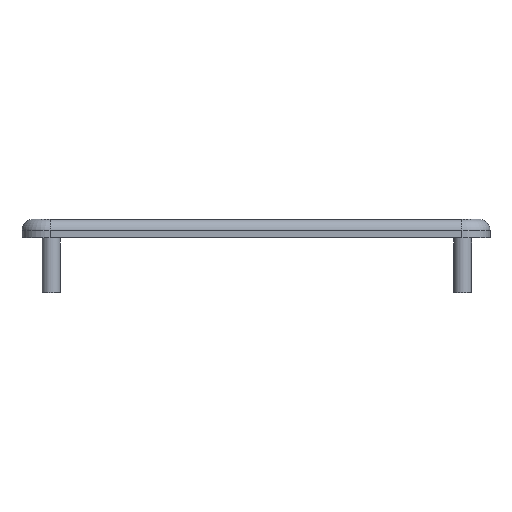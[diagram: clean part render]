
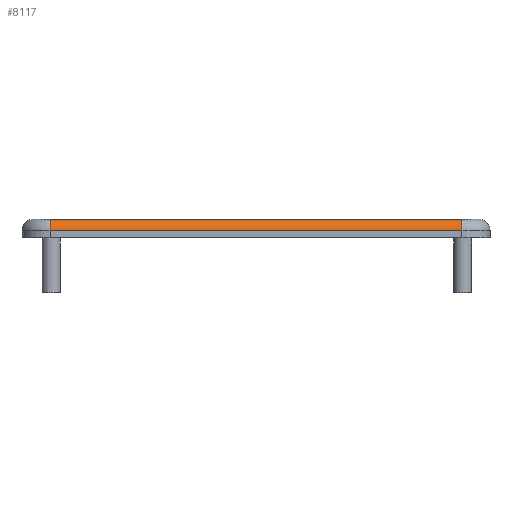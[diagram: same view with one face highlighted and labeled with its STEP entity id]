
A CAD part, left-side view. The second image highlights one B-rep face of the part: STEP entity #8117.
In plain terms, the highlighted cylindrical face has radius 2 mm (diameter 4 mm), a partial arc.
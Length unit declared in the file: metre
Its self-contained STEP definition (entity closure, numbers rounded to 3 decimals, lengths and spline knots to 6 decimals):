
#338=CYLINDRICAL_SURFACE('',#8964,0.002);
#991=CIRCLE('',#8963,0.002);
#992=CIRCLE('',#8965,0.002);
#3418=ORIENTED_EDGE('',*,*,#4663,.T.);
#3419=ORIENTED_EDGE('',*,*,#3886,.F.);
#3420=ORIENTED_EDGE('',*,*,#4664,.F.);
#3421=ORIENTED_EDGE('',*,*,#3452,.F.);
#3452=EDGE_CURVE('',#4676,#4677,#5489,.T.);
#3886=EDGE_CURVE('',#5107,#5108,#5610,.F.);
#4663=EDGE_CURVE('',#4676,#5108,#991,.T.);
#4664=EDGE_CURVE('',#4677,#5107,#992,.T.);
#4676=VERTEX_POINT('',#11241);
#4677=VERTEX_POINT('',#11243);
#5107=VERTEX_POINT('',#12244);
#5108=VERTEX_POINT('',#12246);
#5489=LINE('',#11242,#6057);
#5610=LINE('',#12245,#6178);
#6057=VECTOR('',#8990,1.);
#6178=VECTOR('',#9611,1.);
#7095=EDGE_LOOP('',(#3418,#3419,#3420,#3421));
#7575=FACE_BOUND('',#7095,.T.);
#8117=ADVANCED_FACE('',(#7575),#338,.T.);
#8963=AXIS2_PLACEMENT_3D('',#14614,#11199,#11200);
#8964=AXIS2_PLACEMENT_3D('',#14615,#11201,#11202);
#8965=AXIS2_PLACEMENT_3D('',#14616,#11203,#11204);
#8990=DIRECTION('',(0.,-1.,0.));
#9611=DIRECTION('',(0.,-1.,0.));
#11199=DIRECTION('',(0.,-1.,0.));
#11200=DIRECTION('',(0.,0.,-1.));
#11201=DIRECTION('',(0.,-1.,0.));
#11202=DIRECTION('',(0.,0.,-1.));
#11203=DIRECTION('',(0.,-1.,0.));
#11204=DIRECTION('',(0.,0.,-1.));
#11241=CARTESIAN_POINT('',(-0.049735,0.036455,0.));
#11242=CARTESIAN_POINT('',(-0.049735,0.,0.));
#11243=CARTESIAN_POINT('',(-0.049735,-0.036455,0.));
#12244=CARTESIAN_POINT('',(-0.051735,-0.036455,-0.002));
#12245=CARTESIAN_POINT('',(-0.051735,0.,-0.002));
#12246=CARTESIAN_POINT('',(-0.051735,0.036455,-0.002));
#14614=CARTESIAN_POINT('',(-0.049735,0.036455,-0.002));
#14615=CARTESIAN_POINT('',(-0.049735,0.,-0.002));
#14616=CARTESIAN_POINT('',(-0.049735,-0.036455,-0.002));
